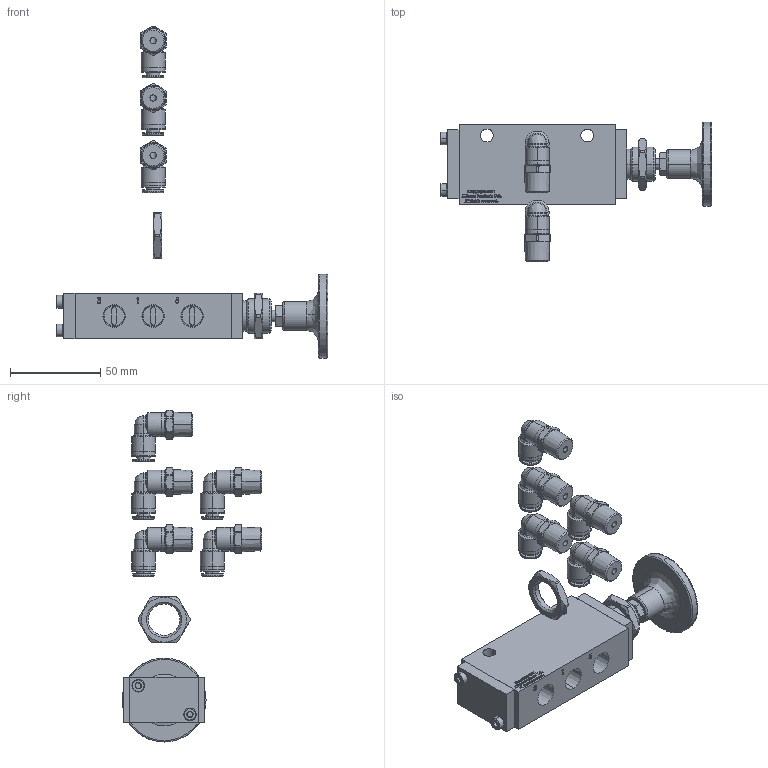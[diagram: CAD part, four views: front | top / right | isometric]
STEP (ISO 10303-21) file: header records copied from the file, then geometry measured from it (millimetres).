
FILE_DESCRIPTION (( 'STEP AP214' ), '1' );
FILE_NAME ('B2400-B73-VALVE-.25-NPT-5-2-VC-PPDET.STEP', '2022-05-25T16:38:16', ( '' ), ( '' ), 'SwSTEP 2.0', 'SolidWorks 2018', '' );
FILE_SCHEMA (( 'AUTOMOTIVE_DESIGN' ));
Length unit declared in the file: inch
Products named in the file (1): B2400-B73-VALVE-.25-NPT-5-2-VC-PPDET
Bounding box: 150.13 x 77.24 x 183.74 mm (x, y, z)
Volume: 146442.3 mm3; surface area: 45075.4 mm2
Topology: 7 solids, 7 shells, 2075 faces, 5279 edges, 3444 vertices
Faces by surface type: plane 971, bspline 637, cylinder 264, cone 203
Entity records: 96283 total; most frequent: CARTESIAN_POINT 43628, ORIENTED_EDGE 10548, DIRECTION 7333, EDGE_CURVE 5274, VERTEX_POINT 3444, LINE 2947, VECTOR 2947, EDGE_LOOP 2322
